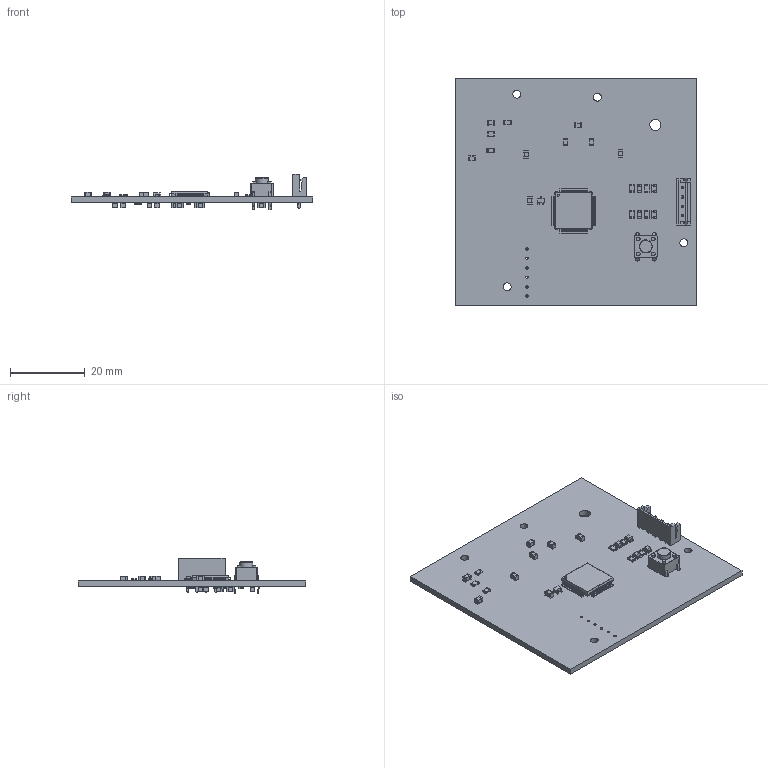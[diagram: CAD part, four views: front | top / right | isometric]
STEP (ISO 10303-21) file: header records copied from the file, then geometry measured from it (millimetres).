
FILE_DESCRIPTION(('KiCad electronic assembly'),'2;1');
FILE_NAME('PCB.step','2024-11-01T11:51:51',('Pcbnew'),('Kicad'), 'Open CASCADE STEP processor 7.8','KiCad to STEP converter','Unknown' );
FILE_SCHEMA(('AUTOMOTIVE_DESIGN { 1 0 10303 214 1 1 1 1 }'));
Length unit declared in the file: millimetre
Products named in the file (18): PCB 1; R_0805_2012Metric; L_0805_2012Metric; LQFP-64_10x10mm_P0.5mm; LQFP_64_10x10mm_P05mm; SOT-323_SC-70; SOT_323_SC_70; SW_PUSH_6mm_H5mm; SW_PUSH_6mm_h5mm; C_0805_2012Metric; LED_0805_2012Metric; JST_EH_B4B-EH-A_1x04_P2.50mm_Vertical; JST_B4B_EH_A; PCB_PCB
Assembly tree (45 placements, depth 3):
  PCB 1
    R_0805_2012Metric  x11
      R_0805_2012Metric
    L_0805_2012Metric
      L_0805_2012Metric
    LQFP-64_10x10mm_P0.5mm
      LQFP_64_10x10mm_P05mm
    SOT-323_SC-70
      SOT_323_SC_70
    SW_PUSH_6mm_H5mm
      SW_PUSH_6mm_h5mm
    C_0805_2012Metric  x16
      C_0805_2012Metric
    LED_0805_2012Metric  x4
      LED_0805_2012Metric
    JST_EH_B4B-EH-A_1x04_P2.50mm_Vertical
      JST_B4B_EH_A
    PCB_PCB
Bounding box: 64.77 x 60.96 x 9.5 mm (x, y, z)
Volume: 6742.5 mm3; surface area: 9645.8 mm2
Topology: 37 solids, 37 shells, 2298 faces, 6069 edges, 3897 vertices
Faces by surface type: plane 1521, cylinder 653, bspline 123, torus 1
Full cylindrical faces by diameter (mm): 0.5 x1, 0.64 x6, 0.95 x4, 1 x4, 1.1 x4, 2.1 x4, 3 x1, 3.5 x1
Entity records: 57948 total; most frequent: CARTESIAN_POINT 10788, ORIENTED_EDGE 7820, DIRECTION 7340, EDGE_CURVE 3910, LINE 3086, VECTOR 3086, VERTEX_POINT 2479, AXIS2_PLACEMENT_3D 2127
